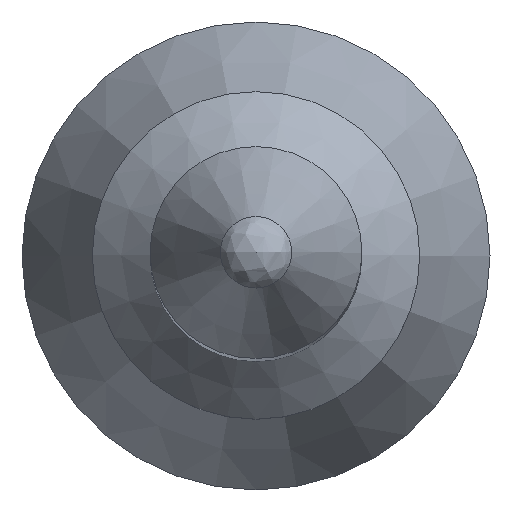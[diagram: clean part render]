
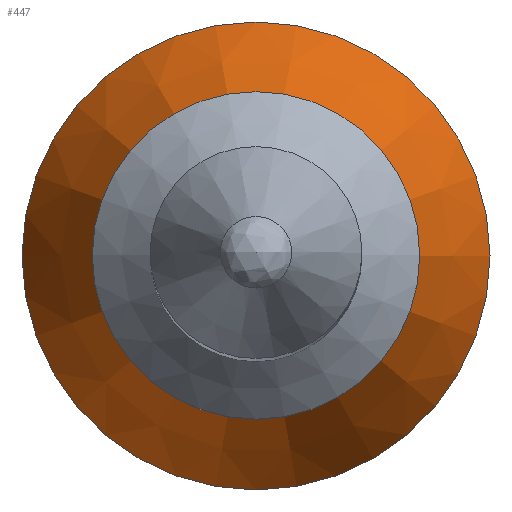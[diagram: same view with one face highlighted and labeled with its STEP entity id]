
A CAD part, top view. The second image highlights one B-rep face of the part: STEP entity #447.
In plain terms, the highlighted conical face has half-angle 24.513 degrees and reference radius 1.75 mm.
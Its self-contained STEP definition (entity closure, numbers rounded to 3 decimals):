
#447=ADVANCED_FACE('',(#597,#598),#565,.T.);
#565=CONICAL_SURFACE('',#2957,1.75,24.513);
#597=FACE_BOUND('',#667,.T.);
#598=FACE_BOUND('',#668,.T.);
#667=EDGE_LOOP('',(#887));
#668=EDGE_LOOP('',(#888));
#887=ORIENTED_EDGE('',*,*,#1650,.T.);
#888=ORIENTED_EDGE('',*,*,#1649,.F.);
#1449=VERTEX_POINT('',#4382);
#1450=VERTEX_POINT('',#4385);
#1649=EDGE_CURVE('',#1449,#1449,#1939,.T.);
#1650=EDGE_CURVE('',#1450,#1450,#1940,.T.);
#1939=CIRCLE('',#2954,1.75);
#1940=CIRCLE('',#2956,0.9);
#2954=AXIS2_PLACEMENT_3D('',#4381,#3350,#3351);
#2956=AXIS2_PLACEMENT_3D('',#4384,#3354,#3355);
#2957=AXIS2_PLACEMENT_3D('',#4386,#3356,#3357);
#3350=DIRECTION('',(0.,0.,-1.));
#3351=DIRECTION('',(-1.,0.,0.));
#3354=DIRECTION('',(0.,0.,-1.));
#3355=DIRECTION('',(-1.,0.,0.));
#3356=DIRECTION('',(0.,0.,-1.));
#3357=DIRECTION('',(-1.,0.,0.));
#4381=CARTESIAN_POINT('',(0.,0.,9.));
#4382=CARTESIAN_POINT('',(-1.75,0.,9.));
#4384=CARTESIAN_POINT('',(0.,0.,10.864));
#4385=CARTESIAN_POINT('',(-0.9,0.,10.864));
#4386=CARTESIAN_POINT('',(0.,0.,9.));
